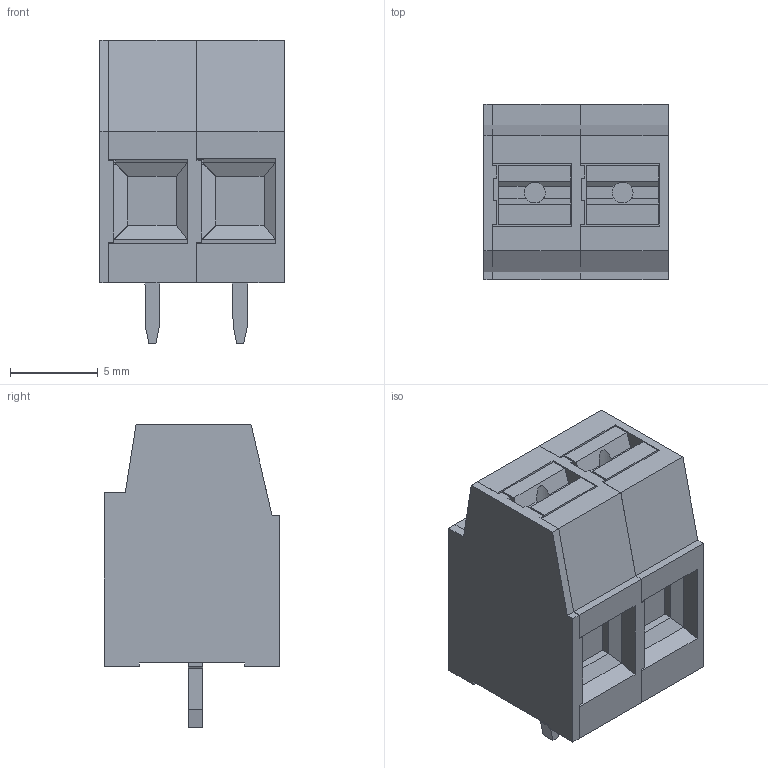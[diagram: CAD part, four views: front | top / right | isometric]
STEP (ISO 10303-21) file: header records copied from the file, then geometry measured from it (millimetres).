
FILE_DESCRIPTION(('CATIA V5 STEP Exchange','CAx-IF Rec.Pracs.--- Model Styling and Organization---1.4--- 2014-01-23'),'2;1');
FILE_NAME ('D1513926_0_2786530000_2786530000.stp','2021-12-16T07:23:36+00:00',('none'),('Weidmueller'),'CATIA Version 5-6 Release 2016 SP3 HF44','CATIA V5 STEP AP214','none');
FILE_SCHEMA(('AUTOMOTIVE_DESIGN { 1 0 10303 214 1 1 1 1 }'));
Length unit declared in the file: millimetre
Products named in the file (1): 2786530000
Bounding box: 10.5 x 10 x 17.3 mm (x, y, z)
Volume: 1245 mm3; surface area: 1482 mm2
Topology: 7 solids, 12 shells, 260 faces, 712 edges, 480 vertices
Faces by surface type: plane 235, cylinder 13, cone 12
Entity records: 8541 total; most frequent: CARTESIAN_POINT 1739, ORIENTED_EDGE 1424, DIRECTION 1186, EDGE_CURVE 712, VECTOR 631, LINE 631, VERTEX_POINT 480, AXIS2_PLACEMENT_3D 296
